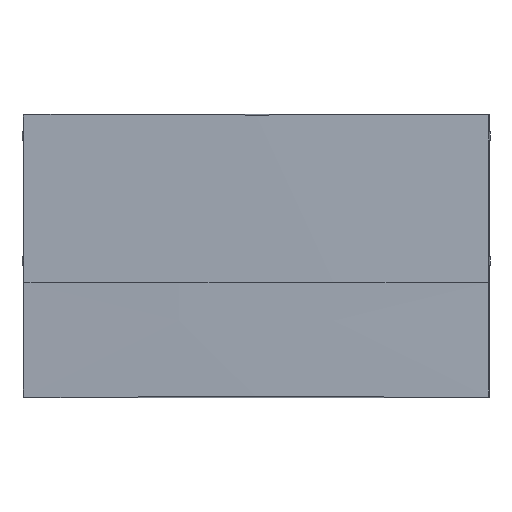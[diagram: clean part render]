
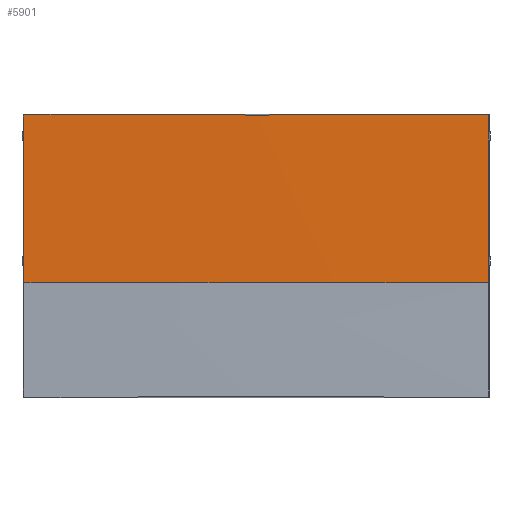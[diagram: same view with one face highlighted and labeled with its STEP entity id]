
A CAD part, top view. The second image highlights one B-rep face of the part: STEP entity #5901.
In plain terms, the highlighted cylindrical face has radius 7835.68 mm (diameter 15671.4 mm), a partial arc.
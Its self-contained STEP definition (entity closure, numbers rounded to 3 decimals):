
#670=DIRECTION('',(0.,1.,0.));
#671=VECTOR('',#670,134.935);
#672=CARTESIAN_POINT('',(374.487,92.606,26.348));
#673=LINE('',#672,#671);
#768=CARTESIAN_POINT('',(190.15,92.606,-7807.163));
#769=DIRECTION('',(0.,1.,0.));
#770=DIRECTION('',(-0.024,0.,1.));
#771=AXIS2_PLACEMENT_3D('',#768,#769,#770);
#773=DIRECTION('',(0.,1.,0.));
#774=VECTOR('',#773,13.77);
#775=CARTESIAN_POINT('',(0.438,92.606,26.22));
#776=LINE('',#775,#774);
#777=DIRECTION('',(0.,1.,0.));
#778=VECTOR('',#777,7.);
#779=CARTESIAN_POINT('',(0.438,106.376,26.22));
#780=LINE('',#779,#778);
#781=DIRECTION('',(0.,1.,0.));
#782=VECTOR('',#781,93.58);
#783=CARTESIAN_POINT('',(0.438,113.376,26.22));
#784=LINE('',#783,#782);
#785=DIRECTION('',(0.,1.,0.));
#786=VECTOR('',#785,7.);
#787=CARTESIAN_POINT('',(0.438,206.956,26.22));
#788=LINE('',#787,#786);
#789=DIRECTION('',(0.,1.,0.));
#790=VECTOR('',#789,13.589);
#791=CARTESIAN_POINT('',(0.438,213.956,26.22));
#792=LINE('',#791,#790);
#793=CARTESIAN_POINT('',(374.487,227.541,26.348));
#794=CARTESIAN_POINT('',(332.932,227.507,27.326));
#795=CARTESIAN_POINT('',(249.807,227.458,28.62));
#796=CARTESIAN_POINT('',(125.118,227.46,28.578));
#797=CARTESIAN_POINT('',(41.994,227.511,27.226));
#798=CARTESIAN_POINT('',(0.438,227.545,26.22));
#4861=CARTESIAN_POINT('',(0.438,106.376,26.22));
#4862=CARTESIAN_POINT('',(0.438,113.376,26.22));
#4863=VERTEX_POINT('',#4861);
#4864=VERTEX_POINT('',#4862);
#4869=VERTEX_POINT('',#793);
#4870=VERTEX_POINT('',#798);
#4925=CARTESIAN_POINT('',(0.438,213.956,26.22));
#4926=VERTEX_POINT('',#4925);
#4927=CARTESIAN_POINT('',(0.438,206.956,26.22));
#4928=VERTEX_POINT('',#4927);
#5117=CARTESIAN_POINT('',(0.438,92.606,26.22));
#5118=CARTESIAN_POINT('',(374.487,92.606,26.348));
#5119=VERTEX_POINT('',#5117);
#5120=VERTEX_POINT('',#5118);
#5883=CARTESIAN_POINT('',(190.15,92.606,-7807.163));
#5884=DIRECTION('',(0.,1.,0.));
#5885=DIRECTION('',(1.,0.,0.));
#5886=AXIS2_PLACEMENT_3D('',#5883,#5884,#5885);
#5887=CYLINDRICAL_SURFACE('',#5886,7835.68);
#5888=ORIENTED_EDGE('',*,*,#5874,.F.);
#5889=ORIENTED_EDGE('',*,*,#5772,.T.);
#5891=ORIENTED_EDGE('',*,*,#5890,.T.);
#5893=ORIENTED_EDGE('',*,*,#5892,.T.);
#5895=ORIENTED_EDGE('',*,*,#5894,.T.);
#5896=ORIENTED_EDGE('',*,*,#5760,.T.);
#5897=ORIENTED_EDGE('',*,*,#5791,.F.);
#5898=ORIENTED_EDGE('',*,*,#5805,.F.);
#5899=EDGE_LOOP('',(#5888,#5889,#5891,#5893,#5895,#5896,#5897,#5898));
#5900=FACE_OUTER_BOUND('',#5899,.F.);
#5901=ADVANCED_FACE('',(#5900),#5887,.T.);
#772=CIRCLE('',#771,7835.68);
#799=B_SPLINE_CURVE_WITH_KNOTS('',3,(#793,#794,#795,#796,#797,#798),
.UNSPECIFIED.,.F.,.F.,(4,1,1,4),(0.,0.333,0.667,1.),
.UNSPECIFIED.);
#5760=EDGE_CURVE('',#4926,#4870,#792,.T.);
#5772=EDGE_CURVE('',#5119,#4863,#776,.T.);
#5791=EDGE_CURVE('',#4869,#4870,#799,.T.);
#5805=EDGE_CURVE('',#5120,#4869,#673,.T.);
#5874=EDGE_CURVE('',#5119,#5120,#772,.T.);
#5890=EDGE_CURVE('',#4863,#4864,#780,.T.);
#5892=EDGE_CURVE('',#4864,#4928,#784,.T.);
#5894=EDGE_CURVE('',#4928,#4926,#788,.T.);
